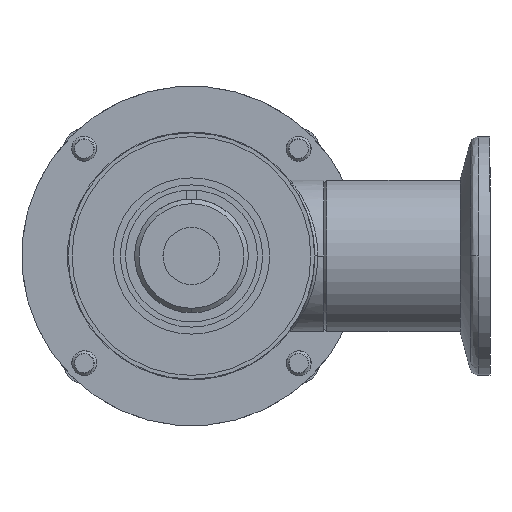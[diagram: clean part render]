
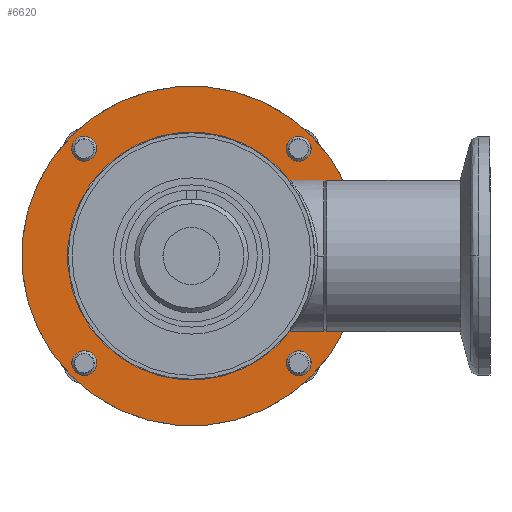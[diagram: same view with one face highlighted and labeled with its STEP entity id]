
A CAD part, front view. The second image highlights one B-rep face of the part: STEP entity #6620.
In plain terms, the highlighted planar face has unit normal (0, -1, 0).
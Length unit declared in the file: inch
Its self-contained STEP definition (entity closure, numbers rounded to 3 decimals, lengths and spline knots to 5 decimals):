
#7 = DIRECTION ( 'NONE',  ( 0., 1., 0. ) ) ;
#259 = EDGE_LOOP ( 'NONE', ( #3052, #8608 ) ) ;
#308 = AXIS2_PLACEMENT_3D ( 'NONE', #4004, #7, #1393 ) ;
#507 = VERTEX_POINT ( 'NONE', #7884 ) ;
#597 = EDGE_CURVE ( 'NONE', #9223, #701, #13730, .T. ) ;
#701 = VERTEX_POINT ( 'NONE', #9455 ) ;
#1311 = CIRCLE ( 'NONE', #7448, 0.068 ) ;
#1393 = DIRECTION ( 'NONE',  ( 0., 0., 1. ) ) ;
#1571 = ORIENTED_EDGE ( 'NONE', *, *, #13164, .T. ) ;
#1611 = CARTESIAN_POINT ( 'NONE',  ( 0., 0., -1. ) ) ;
#1693 = DIRECTION ( 'NONE',  ( 0., 1., 0. ) ) ;
#1801 = ORIENTED_EDGE ( 'NONE', *, *, #9238, .T. ) ;
#1839 = CIRCLE ( 'NONE', #4348, 0.8175 ) ;
#2203 = CARTESIAN_POINT ( 'NONE',  ( 0., 0., 0.8175 ) ) ;
#2503 = CARTESIAN_POINT ( 'NONE',  ( 0., 0., 1. ) ) ;
#2823 = FACE_BOUND ( 'NONE', #13083, .T. ) ;
#2909 = AXIS2_PLACEMENT_3D ( 'NONE', #13027, #9112, #17013 ) ;
#3031 = EDGE_CURVE ( 'NONE', #701, #9223, #7819, .T. ) ;
#3052 = ORIENTED_EDGE ( 'NONE', *, *, #8314, .F. ) ;
#3179 = AXIS2_PLACEMENT_3D ( 'NONE', #11442, #14132, #16658 ) ;
#3702 = DIRECTION ( 'NONE',  ( 0., 1., 0. ) ) ;
#3726 = AXIS2_PLACEMENT_3D ( 'NONE', #15630, #3702, #15719 ) ;
#3731 = DIRECTION ( 'NONE',  ( 0., 0., 1. ) ) ;
#4004 = CARTESIAN_POINT ( 'NONE',  ( 1., 0., 0. ) ) ;
#4348 = AXIS2_PLACEMENT_3D ( 'NONE', #17175, #15798, #5251 ) ;
#4392 = CARTESIAN_POINT ( 'NONE',  ( -1., 0., 0. ) ) ;
#4505 = VERTEX_POINT ( 'NONE', #6401 ) ;
#4690 = CARTESIAN_POINT ( 'NONE',  ( 0., 0., 0. ) ) ;
#4802 = AXIS2_PLACEMENT_3D ( 'NONE', #15016, #14936, #9882 ) ;
#4832 = ORIENTED_EDGE ( 'NONE', *, *, #15191, .T. ) ;
#5251 = DIRECTION ( 'NONE',  ( 0., 0., 1. ) ) ;
#5296 = VERTEX_POINT ( 'NONE', #5435 ) ;
#5435 = CARTESIAN_POINT ( 'NONE',  ( 0., 0., 0.932 ) ) ;
#5621 = DIRECTION ( 'NONE',  ( 0., 0., 1. ) ) ;
#5701 = ORIENTED_EDGE ( 'NONE', *, *, #11165, .T. ) ;
#6401 = CARTESIAN_POINT ( 'NONE',  ( 0., 0., 1.12 ) ) ;
#6532 = DIRECTION ( 'NONE',  ( 0., 0., 1. ) ) ;
#6620 = ADVANCED_FACE ( 'NONE', ( #9624, #9454, #14676, #12400, #13354, #2823 ), #8150, .F. ) ;
#6863 = DIRECTION ( 'NONE',  ( 0., 0., 1. ) ) ;
#7185 = CARTESIAN_POINT ( 'NONE',  ( 0., 0., -0.932 ) ) ;
#7448 = AXIS2_PLACEMENT_3D ( 'NONE', #1611, #1693, #5621 ) ;
#7481 = EDGE_CURVE ( 'NONE', #10056, #8686, #12649, .T. ) ;
#7579 = DIRECTION ( 'NONE',  ( 0., 1., 0. ) ) ;
#7819 = CIRCLE ( 'NONE', #308, 0.068 ) ;
#7884 = CARTESIAN_POINT ( 'NONE',  ( 0., 0., -1.068 ) ) ;
#8065 = ORIENTED_EDGE ( 'NONE', *, *, #16597, .T. ) ;
#8150 = PLANE ( 'NONE',  #4802 ) ;
#8314 = EDGE_CURVE ( 'NONE', #4505, #12252, #9064, .T. ) ;
#8542 = VERTEX_POINT ( 'NONE', #9674 ) ;
#8590 = DIRECTION ( 'NONE',  ( 0., 0., 1. ) ) ;
#8608 = ORIENTED_EDGE ( 'NONE', *, *, #16806, .F. ) ;
#8686 = VERTEX_POINT ( 'NONE', #15056 ) ;
#8909 = DIRECTION ( 'NONE',  ( 0., 1., 0. ) ) ;
#9064 = CIRCLE ( 'NONE', #13762, 1.12 ) ;
#9092 = AXIS2_PLACEMENT_3D ( 'NONE', #10445, #7579, #11669 ) ;
#9101 = AXIS2_PLACEMENT_3D ( 'NONE', #14620, #10368, #3731 ) ;
#9112 = DIRECTION ( 'NONE',  ( 0., 1., 0. ) ) ;
#9223 = VERTEX_POINT ( 'NONE', #14350 ) ;
#9238 = EDGE_CURVE ( 'NONE', #16583, #8542, #14932, .T. ) ;
#9283 = ORIENTED_EDGE ( 'NONE', *, *, #13510, .T. ) ;
#9381 = EDGE_CURVE ( 'NONE', #5296, #12100, #15201, .T. ) ;
#9433 = EDGE_LOOP ( 'NONE', ( #5701, #1801 ) ) ;
#9454 = FACE_BOUND ( 'NONE', #10612, .T. ) ;
#9455 = CARTESIAN_POINT ( 'NONE',  ( 1., 0., 0.068 ) ) ;
#9480 = DIRECTION ( 'NONE',  ( 0., 1., 0. ) ) ;
#9624 = FACE_BOUND ( 'NONE', #12008, .T. ) ;
#9659 = ORIENTED_EDGE ( 'NONE', *, *, #597, .T. ) ;
#9674 = CARTESIAN_POINT ( 'NONE',  ( -1., 0., 0.068 ) ) ;
#9882 = DIRECTION ( 'NONE',  ( 0., 0., 1. ) ) ;
#10056 = VERTEX_POINT ( 'NONE', #2203 ) ;
#10216 = CARTESIAN_POINT ( 'NONE',  ( 0., 0., 0. ) ) ;
#10368 = DIRECTION ( 'NONE',  ( 0., 1., 0. ) ) ;
#10445 = CARTESIAN_POINT ( 'NONE',  ( -1., 0., 0. ) ) ;
#10612 = EDGE_LOOP ( 'NONE', ( #17152, #9659 ) ) ;
#11078 = VERTEX_POINT ( 'NONE', #7185 ) ;
#11100 = CIRCLE ( 'NONE', #17165, 0.068 ) ;
#11165 = EDGE_CURVE ( 'NONE', #8542, #16583, #11100, .T. ) ;
#11327 = AXIS2_PLACEMENT_3D ( 'NONE', #2503, #9480, #6863 ) ;
#11442 = CARTESIAN_POINT ( 'NONE',  ( 0., 0., 0. ) ) ;
#11669 = DIRECTION ( 'NONE',  ( 0., 0., 1. ) ) ;
#11878 = CIRCLE ( 'NONE', #9101, 0.068 ) ;
#12008 = EDGE_LOOP ( 'NONE', ( #4832, #8065 ) ) ;
#12100 = VERTEX_POINT ( 'NONE', #15060 ) ;
#12252 = VERTEX_POINT ( 'NONE', #14002 ) ;
#12374 = CIRCLE ( 'NONE', #2909, 0.068 ) ;
#12400 = FACE_BOUND ( 'NONE', #9433, .T. ) ;
#12448 = DIRECTION ( 'NONE',  ( 0., 0., 1. ) ) ;
#12525 = DIRECTION ( 'NONE',  ( 0., 1., 0. ) ) ;
#12649 = CIRCLE ( 'NONE', #14031, 0.8175 ) ;
#13027 = CARTESIAN_POINT ( 'NONE',  ( 0., 0., -1. ) ) ;
#13083 = EDGE_LOOP ( 'NONE', ( #16000, #1571 ) ) ;
#13164 = EDGE_CURVE ( 'NONE', #8686, #10056, #1839, .T. ) ;
#13354 = FACE_OUTER_BOUND ( 'NONE', #259, .T. ) ;
#13510 = EDGE_CURVE ( 'NONE', #12100, #5296, #11878, .T. ) ;
#13730 = CIRCLE ( 'NONE', #3726, 0.068 ) ;
#13733 = CIRCLE ( 'NONE', #3179, 1.12 ) ;
#13762 = AXIS2_PLACEMENT_3D ( 'NONE', #10216, #8909, #6532 ) ;
#14002 = CARTESIAN_POINT ( 'NONE',  ( 0., 0., -1.12 ) ) ;
#14031 = AXIS2_PLACEMENT_3D ( 'NONE', #4690, #12525, #12448 ) ;
#14132 = DIRECTION ( 'NONE',  ( 0., 1., 0. ) ) ;
#14350 = CARTESIAN_POINT ( 'NONE',  ( 1., 0., -0.068 ) ) ;
#14620 = CARTESIAN_POINT ( 'NONE',  ( 0., 0., 1. ) ) ;
#14676 = FACE_BOUND ( 'NONE', #15063, .T. ) ;
#14932 = CIRCLE ( 'NONE', #9092, 0.068 ) ;
#14936 = DIRECTION ( 'NONE',  ( 0., 1., 0. ) ) ;
#15016 = CARTESIAN_POINT ( 'NONE',  ( -0.8175, 0., 0. ) ) ;
#15056 = CARTESIAN_POINT ( 'NONE',  ( 0., 0., -0.8175 ) ) ;
#15060 = CARTESIAN_POINT ( 'NONE',  ( 0., 0., 1.068 ) ) ;
#15063 = EDGE_LOOP ( 'NONE', ( #9283, #16618 ) ) ;
#15191 = EDGE_CURVE ( 'NONE', #11078, #507, #1311, .T. ) ;
#15201 = CIRCLE ( 'NONE', #11327, 0.068 ) ;
#15630 = CARTESIAN_POINT ( 'NONE',  ( 1., 0., 0. ) ) ;
#15719 = DIRECTION ( 'NONE',  ( 0., 0., 1. ) ) ;
#15798 = DIRECTION ( 'NONE',  ( 0., 1., 0. ) ) ;
#16000 = ORIENTED_EDGE ( 'NONE', *, *, #7481, .T. ) ;
#16091 = CARTESIAN_POINT ( 'NONE',  ( -1., 0., -0.068 ) ) ;
#16416 = DIRECTION ( 'NONE',  ( 0., 1., 0. ) ) ;
#16583 = VERTEX_POINT ( 'NONE', #16091 ) ;
#16597 = EDGE_CURVE ( 'NONE', #507, #11078, #12374, .T. ) ;
#16618 = ORIENTED_EDGE ( 'NONE', *, *, #9381, .T. ) ;
#16658 = DIRECTION ( 'NONE',  ( 0., 0., 1. ) ) ;
#16806 = EDGE_CURVE ( 'NONE', #12252, #4505, #13733, .T. ) ;
#17013 = DIRECTION ( 'NONE',  ( 0., 0., 1. ) ) ;
#17152 = ORIENTED_EDGE ( 'NONE', *, *, #3031, .T. ) ;
#17165 = AXIS2_PLACEMENT_3D ( 'NONE', #4392, #16416, #8590 ) ;
#17175 = CARTESIAN_POINT ( 'NONE',  ( 0., 0., 0. ) ) ;
